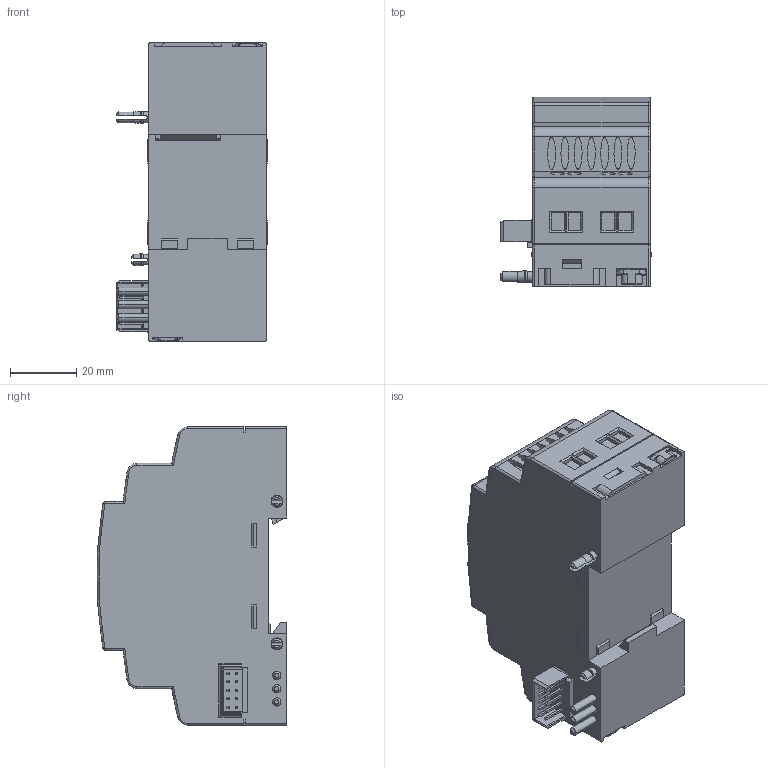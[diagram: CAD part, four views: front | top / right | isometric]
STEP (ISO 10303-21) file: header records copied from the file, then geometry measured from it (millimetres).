
FILE_DESCRIPTION((''),'2;1');
FILE_NAME('_XR06_SW0001','2011-12-08T',('LPADBY2'),('CROUZET-AUTOMATISMES'),'PRO/ENGINEER BY PARAMETRIC TECHNOLOGY CORPORATION, 2009090','PRO/ENGINEER BY PARAMETRIC TECHNOLOGY CORPORATION, 2009090','');
FILE_SCHEMA(('CONFIG_CONTROL_DESIGN'));
Length unit declared in the file: millimetre
Products named in the file (1): _XR06_SW0001
Bounding box: 45.3 x 57.2 x 90 mm (x, y, z)
Volume: 149800.2 mm3; surface area: 21164.6 mm2
Topology: 1 solids, 1 shells, 512 faces, 1233 edges, 772 vertices
Faces by surface type: plane 336, cylinder 96, torus 30, extrusion 28, cone 14, bspline 8
Entity records: 16896 total; most frequent: CARTESIAN_POINT 5134, ORIENTED_EDGE 2466, DIRECTION 2245, EDGE_CURVE 1233, VECTOR 941, LINE 913, VERTEX_POINT 772, AXIS2_PLACEMENT_3D 652
